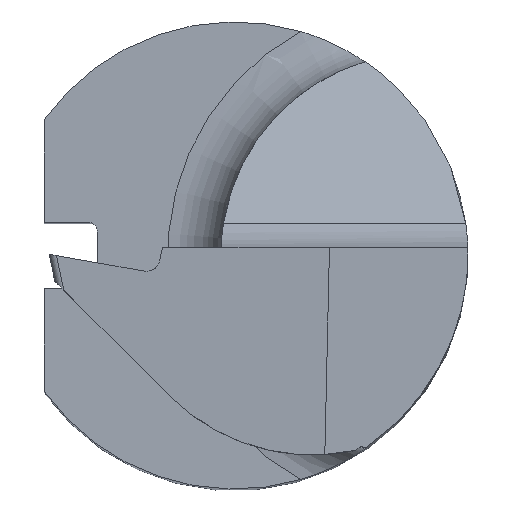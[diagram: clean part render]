
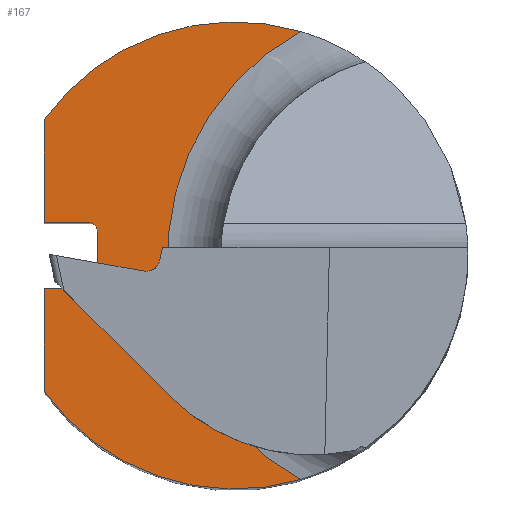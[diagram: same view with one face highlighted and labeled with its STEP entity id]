
A CAD part, top view. The second image highlights one B-rep face of the part: STEP entity #167.
In plain terms, the highlighted planar face has unit normal (0, 0, 1).
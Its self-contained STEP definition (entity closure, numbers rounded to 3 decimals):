
#6 = CARTESIAN_POINT ( 'NONE',  ( 0.99, -3.357, 15. ) ) ;
#18 = CARTESIAN_POINT ( 'NONE',  ( -2.202, -0.5, 15. ) ) ;
#29 = DIRECTION ( 'NONE',  ( -1., 0., 0. ) ) ;
#30 = CARTESIAN_POINT ( 'NONE',  ( -2.178, 0.498, 15. ) ) ;
#35 = EDGE_CURVE ( 'NONE', #740, #943, #833, .T. ) ;
#43 = VECTOR ( 'NONE', #739, 1000. ) ;
#56 = CARTESIAN_POINT ( 'NONE',  ( -2.052, 0.356, 15. ) ) ;
#64 = EDGE_CURVE ( 'NONE', #108, #708, #252, .T. ) ;
#67 = CARTESIAN_POINT ( 'NONE',  ( -2.143, -0.489, 15. ) ) ;
#108 = VERTEX_POINT ( 'NONE', #923 ) ;
#117 = CARTESIAN_POINT ( 'NONE',  ( -2.115, 0.474, 15. ) ) ;
#125 = LINE ( 'NONE', #616, #43 ) ;
#132 = CARTESIAN_POINT ( 'NONE',  ( 0.325, -0.054, 15. ) ) ;
#138 = ORIENTED_EDGE ( 'NONE', *, *, #723, .F. ) ;
#142 = CARTESIAN_POINT ( 'NONE',  ( -2.07, 0.424, 15. ) ) ;
#148 = CARTESIAN_POINT ( 'NONE',  ( -2.113, -0.472, 15. ) ) ;
#154 = CARTESIAN_POINT ( 'NONE',  ( -2.128, -0.481, 15. ) ) ;
#156 = B_SPLINE_CURVE_WITH_KNOTS ( 'NONE', 3,
 ( #870, #859, #162, #948, #431, #67, #154, #148, #696, #1044, #866, #854, #779, #775, #255, #1117, #331, #681, #242 ),
 .UNSPECIFIED., .F., .F.,
 ( 4, 3, 3, 3, 3, 3, 4 ),
 ( 0.001, 0.001, 0.001, 0.001, 0.001, 0.001, 0.001 ),
 .UNSPECIFIED. ) ;
#161 = ORIENTED_EDGE ( 'NONE', *, *, #269, .F. ) ;
#162 = CARTESIAN_POINT ( 'NONE',  ( -2.184, -0.499, 15. ) ) ;
#166 = DIRECTION ( 'NONE',  ( 0., -1., 0. ) ) ;
#167 = ADVANCED_FACE ( 'NONE', ( #940 ), #846, .T. ) ;
#184 = CARTESIAN_POINT ( 'NONE',  ( -2.202, 0.5, 15. ) ) ;
#214 = EDGE_CURVE ( 'NONE', #796, #862, #125, .T. ) ;
#221 = ORIENTED_EDGE ( 'NONE', *, *, #334, .T. ) ;
#241 = EDGE_CURVE ( 'NONE', #567, #862, #857, .T. ) ;
#242 = CARTESIAN_POINT ( 'NONE',  ( -2.052, -0.35, 15. ) ) ;
#245 = B_SPLINE_CURVE_WITH_KNOTS ( 'NONE', 3,
 ( #328, #318, #56, #580, #679, #938, #932, #142, #498, #847, #766, #117, #379, #296, #825, #30, #395, #884, #635 ),
 .UNSPECIFIED., .F., .F.,
 ( 4, 3, 3, 3, 3, 3, 4 ),
 ( 0.001, 0.001, 0.001, 0.001, 0.001, 0.001, 0.001 ),
 .UNSPECIFIED. ) ;
#251 = LINE ( 'NONE', #608, #1133 ) ;
#252 = CIRCLE ( 'NONE', #1078, 3.827 ) ;
#254 = CARTESIAN_POINT ( 'NONE',  ( -2.052, 0.35, 15. ) ) ;
#255 = CARTESIAN_POINT ( 'NONE',  ( -2.056, -0.386, 15. ) ) ;
#269 = EDGE_CURVE ( 'NONE', #1138, #740, #245, .T. ) ;
#276 = CARTESIAN_POINT ( 'NONE',  ( -2.85, -2.032, 15. ) ) ;
#296 = CARTESIAN_POINT ( 'NONE',  ( -2.145, 0.49, 15. ) ) ;
#300 = ORIENTED_EDGE ( 'NONE', *, *, #35, .F. ) ;
#318 = CARTESIAN_POINT ( 'NONE',  ( -2.052, 0.353, 15. ) ) ;
#326 = AXIS2_PLACEMENT_3D ( 'NONE', #720, #1156, #1146 ) ;
#328 = CARTESIAN_POINT ( 'NONE',  ( -2.052, 0.35, 15. ) ) ;
#330 = ORIENTED_EDGE ( 'NONE', *, *, #405, .F. ) ;
#331 = CARTESIAN_POINT ( 'NONE',  ( -2.052, -0.367, 15. ) ) ;
#332 = DIRECTION ( 'NONE',  ( 0., 0., 1. ) ) ;
#334 = EDGE_CURVE ( 'NONE', #1138, #703, #251, .T. ) ;
#379 = CARTESIAN_POINT ( 'NONE',  ( -2.13, 0.482, 15. ) ) ;
#395 = CARTESIAN_POINT ( 'NONE',  ( -2.186, 0.499, 15. ) ) ;
#401 = CARTESIAN_POINT ( 'NONE',  ( -64.45, 0.5, 15. ) ) ;
#405 = EDGE_CURVE ( 'NONE', #567, #703, #156, .T. ) ;
#412 = CARTESIAN_POINT ( 'NONE',  ( -64.45, -0.5, 15. ) ) ;
#414 = CARTESIAN_POINT ( 'NONE',  ( -2.85, 0.5, 15. ) ) ;
#431 = CARTESIAN_POINT ( 'NONE',  ( -2.159, -0.495, 15. ) ) ;
#438 = DIRECTION ( 'NONE',  ( 0., 0., 1. ) ) ;
#477 = VECTOR ( 'NONE', #687, 1000. ) ;
#492 = DIRECTION ( 'NONE',  ( -1., 0., 0. ) ) ;
#498 = CARTESIAN_POINT ( 'NONE',  ( -2.079, 0.438, 15. ) ) ;
#508 = EDGE_CURVE ( 'NONE', #943, #765, #807, .T. ) ;
#553 = CARTESIAN_POINT ( 'NONE',  ( -2.85, -0.5, 15. ) ) ;
#557 = DIRECTION ( 'NONE',  ( -1., 0., 0. ) ) ;
#567 = VERTEX_POINT ( 'NONE', #18 ) ;
#580 = CARTESIAN_POINT ( 'NONE',  ( -2.052, 0.359, 15. ) ) ;
#608 = CARTESIAN_POINT ( 'NONE',  ( -2.052, 0.5, 15. ) ) ;
#616 = CARTESIAN_POINT ( 'NONE',  ( -2.85, 2.032, 15. ) ) ;
#628 = CARTESIAN_POINT ( 'NONE',  ( -2.85, 2.032, 15. ) ) ;
#635 = CARTESIAN_POINT ( 'NONE',  ( -2.202, 0.5, 15. ) ) ;
#640 = VECTOR ( 'NONE', #747, 1000. ) ;
#649 = CARTESIAN_POINT ( 'NONE',  ( -2.85, 2.032, 15. ) ) ;
#679 = CARTESIAN_POINT ( 'NONE',  ( -2.053, 0.376, 15. ) ) ;
#681 = CARTESIAN_POINT ( 'NONE',  ( -2.052, -0.358, 15. ) ) ;
#687 = DIRECTION ( 'NONE',  ( -1., 0., 0. ) ) ;
#696 = CARTESIAN_POINT ( 'NONE',  ( -2.1, -0.461, 15. ) ) ;
#702 = EDGE_LOOP ( 'NONE', ( #138, #993, #300, #161, #221, #330, #1135, #782, #820, #1097 ) ) ;
#703 = VERTEX_POINT ( 'NONE', #971 ) ;
#708 = VERTEX_POINT ( 'NONE', #6 ) ;
#714 = DIRECTION ( 'NONE',  ( 0., 0., -1. ) ) ;
#720 = CARTESIAN_POINT ( 'NONE',  ( 0., 0., 15. ) ) ;
#723 = EDGE_CURVE ( 'NONE', #765, #108, #911, .T. ) ;
#739 = DIRECTION ( 'NONE',  ( 0., 1., 0. ) ) ;
#740 = VERTEX_POINT ( 'NONE', #184 ) ;
#747 = DIRECTION ( 'NONE',  ( 0., 1., 0. ) ) ;
#765 = VERTEX_POINT ( 'NONE', #628 ) ;
#766 = CARTESIAN_POINT ( 'NONE',  ( -2.102, 0.463, 15. ) ) ;
#773 = EDGE_CURVE ( 'NONE', #708, #796, #961, .T. ) ;
#775 = CARTESIAN_POINT ( 'NONE',  ( -2.058, -0.396, 15. ) ) ;
#779 = CARTESIAN_POINT ( 'NONE',  ( -2.062, -0.406, 15. ) ) ;
#782 = ORIENTED_EDGE ( 'NONE', *, *, #214, .F. ) ;
#793 = CARTESIAN_POINT ( 'NONE',  ( 0., 0., 15. ) ) ;
#796 = VERTEX_POINT ( 'NONE', #276 ) ;
#807 = LINE ( 'NONE', #649, #640 ) ;
#820 = ORIENTED_EDGE ( 'NONE', *, *, #773, .F. ) ;
#825 = CARTESIAN_POINT ( 'NONE',  ( -2.161, 0.495, 15. ) ) ;
#833 = LINE ( 'NONE', #401, #992 ) ;
#846 = PLANE ( 'NONE',  #917 ) ;
#847 = CARTESIAN_POINT ( 'NONE',  ( -2.09, 0.451, 15. ) ) ;
#854 = CARTESIAN_POINT ( 'NONE',  ( -2.069, -0.421, 15. ) ) ;
#857 = LINE ( 'NONE', #412, #477 ) ;
#859 = CARTESIAN_POINT ( 'NONE',  ( -2.193, -0.5, 15. ) ) ;
#862 = VERTEX_POINT ( 'NONE', #553 ) ;
#866 = CARTESIAN_POINT ( 'NONE',  ( -2.078, -0.436, 15. ) ) ;
#870 = CARTESIAN_POINT ( 'NONE',  ( -2.202, -0.5, 15. ) ) ;
#884 = CARTESIAN_POINT ( 'NONE',  ( -2.194, 0.5, 15. ) ) ;
#911 = CIRCLE ( 'NONE', #326, 3.5 ) ;
#917 = AXIS2_PLACEMENT_3D ( 'NONE', #132, #332, #492 ) ;
#923 = CARTESIAN_POINT ( 'NONE',  ( 0.99, 3.357, 15. ) ) ;
#932 = CARTESIAN_POINT ( 'NONE',  ( -2.063, 0.408, 15. ) ) ;
#938 = CARTESIAN_POINT ( 'NONE',  ( -2.057, 0.393, 15. ) ) ;
#940 = FACE_OUTER_BOUND ( 'NONE', #702, .T. ) ;
#943 = VERTEX_POINT ( 'NONE', #414 ) ;
#948 = CARTESIAN_POINT ( 'NONE',  ( -2.175, -0.498, 15. ) ) ;
#961 = CIRCLE ( 'NONE', #1151, 3.5 ) ;
#971 = CARTESIAN_POINT ( 'NONE',  ( -2.052, -0.35, 15. ) ) ;
#983 = CARTESIAN_POINT ( 'NONE',  ( 2.827, 0., 15. ) ) ;
#992 = VECTOR ( 'NONE', #29, 1000. ) ;
#993 = ORIENTED_EDGE ( 'NONE', *, *, #508, .F. ) ;
#1044 = CARTESIAN_POINT ( 'NONE',  ( -2.089, -0.449, 15. ) ) ;
#1064 = DIRECTION ( 'NONE',  ( -1., 0., 0. ) ) ;
#1078 = AXIS2_PLACEMENT_3D ( 'NONE', #983, #438, #557 ) ;
#1097 = ORIENTED_EDGE ( 'NONE', *, *, #64, .F. ) ;
#1117 = CARTESIAN_POINT ( 'NONE',  ( -2.054, -0.375, 15. ) ) ;
#1133 = VECTOR ( 'NONE', #166, 1000. ) ;
#1135 = ORIENTED_EDGE ( 'NONE', *, *, #241, .T. ) ;
#1138 = VERTEX_POINT ( 'NONE', #254 ) ;
#1146 = DIRECTION ( 'NONE',  ( -1., 0., 0. ) ) ;
#1151 = AXIS2_PLACEMENT_3D ( 'NONE', #793, #714, #1064 ) ;
#1156 = DIRECTION ( 'NONE',  ( 0., 0., -1. ) ) ;
